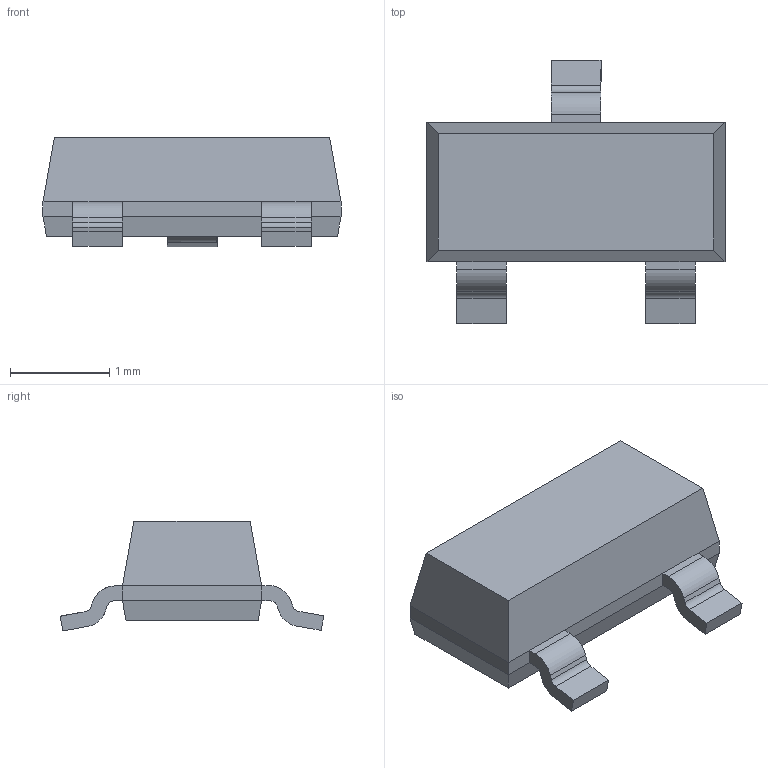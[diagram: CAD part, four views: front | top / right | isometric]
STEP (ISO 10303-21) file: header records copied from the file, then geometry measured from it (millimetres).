
FILE_DESCRIPTION(('FreeCAD Model'),'2;1');
FILE_NAME('SOT-23.step','2017-06-08T17:04:02',('kicad StepUp' ),('ksu MCAD'),'Open CASCADE STEP processor 6.8','FreeCAD','Unknown' );
FILE_SCHEMA(('AUTOMOTIVE_DESIGN_CC2 { 1 2 10303 214 -1 1 5 4 }'));
Length unit declared in the file: millimetre
Products named in the file (1): SOT-23
Bounding box: 3 x 2.65 x 1.1 mm (x, y, z)
Volume: 4 mm3; surface area: 18.6 mm2
Topology: 1 solids, 1 shells, 55 faces, 143 edges, 90 vertices
Faces by surface type: plane 43, cylinder 12
Entity records: 2051 total; most frequent: CARTESIAN_POINT 289, ORIENTED_EDGE 286, DIRECTION 279, EDGE_CURVE 143, LINE 119, VECTOR 119, VERTEX_POINT 90, AXIS2_PLACEMENT_3D 80
